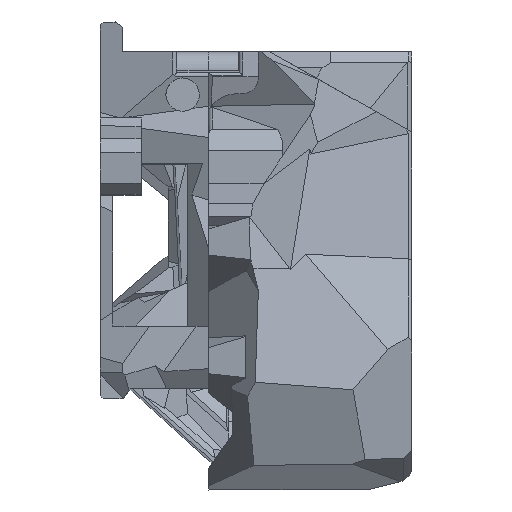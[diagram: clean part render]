
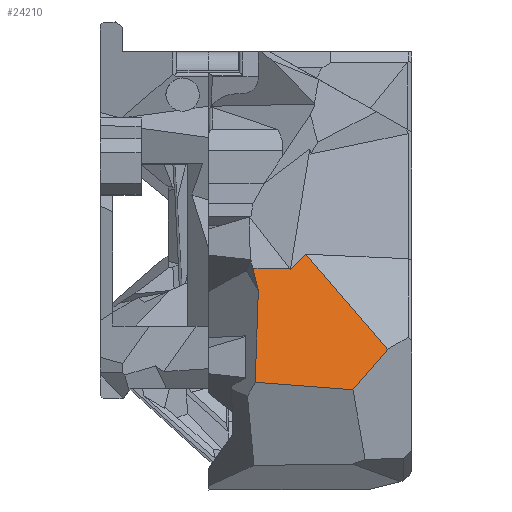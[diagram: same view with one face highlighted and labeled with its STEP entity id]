
A CAD part, left-side view. The second image highlights one B-rep face of the part: STEP entity #24210.
In plain terms, the highlighted planar face has unit normal (-0.966, 0, 0.261).
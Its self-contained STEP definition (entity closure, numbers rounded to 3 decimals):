
#2544=FACE_OUTER_BOUND('',#3820,.T.);
#3820=EDGE_LOOP('',(#18769,#18770,#18771,#18772,#18773,#18774,#18775,#18776));
#5390=LINE('',#65739,#7742);
#5392=LINE('',#65743,#7744);
#5394=LINE('',#65748,#7746);
#5399=LINE('',#65756,#7751);
#5410=LINE('',#65780,#7762);
#5411=LINE('',#65782,#7763);
#5412=LINE('',#65784,#7764);
#5413=LINE('',#65785,#7765);
#7742=VECTOR('',#28091,10.);
#7744=VECTOR('',#28095,10.);
#7746=VECTOR('',#28099,10.);
#7751=VECTOR('',#28106,10.);
#7762=VECTOR('',#28123,10.);
#7763=VECTOR('',#28124,10.);
#7764=VECTOR('',#28125,10.);
#7765=VECTOR('',#28126,10.);
#10474=VERTEX_POINT('',#65735);
#10475=VERTEX_POINT('',#65737);
#10476=VERTEX_POINT('',#65741);
#10477=VERTEX_POINT('',#65746);
#10478=VERTEX_POINT('',#65747);
#10490=VERTEX_POINT('',#65779);
#10491=VERTEX_POINT('',#65781);
#10492=VERTEX_POINT('',#65783);
#13487=EDGE_CURVE('',#10475,#10474,#5390,.T.);
#13489=EDGE_CURVE('',#10476,#10475,#5392,.T.);
#13491=EDGE_CURVE('',#10477,#10478,#5394,.T.);
#13496=EDGE_CURVE('',#10478,#10476,#5399,.T.);
#13507=EDGE_CURVE('',#10477,#10490,#5410,.T.);
#13508=EDGE_CURVE('',#10491,#10490,#5411,.T.);
#13509=EDGE_CURVE('',#10492,#10491,#5412,.T.);
#13510=EDGE_CURVE('',#10492,#10474,#5413,.F.);
#18769=ORIENTED_EDGE('',*,*,#13507,.T.);
#18770=ORIENTED_EDGE('',*,*,#13508,.F.);
#18771=ORIENTED_EDGE('',*,*,#13509,.F.);
#18772=ORIENTED_EDGE('',*,*,#13510,.T.);
#18773=ORIENTED_EDGE('',*,*,#13487,.F.);
#18774=ORIENTED_EDGE('',*,*,#13489,.F.);
#18775=ORIENTED_EDGE('',*,*,#13496,.F.);
#18776=ORIENTED_EDGE('',*,*,#13491,.F.);
#23138=PLANE('',#25423);
#24210=ADVANCED_FACE('',(#2544),#23138,.F.);
#25423=AXIS2_PLACEMENT_3D('',#65778,#28121,#28122);
#28091=DIRECTION('',(0.254,0.23,0.94));
#28095=DIRECTION('',(0.26,-0.033,0.965));
#28099=DIRECTION('',(-0.2,0.64,-0.742));
#28106=DIRECTION('',(0.02,0.997,0.075));
#28121=DIRECTION('center_axis',(0.965,0.,
-0.261));
#28122=DIRECTION('ref_axis',(-0.261,0.,-0.965));
#28123=DIRECTION('',(0.2,0.64,0.742));
#28124=DIRECTION('',(0.185,-0.705,0.685));
#28125=DIRECTION('',(-0.21,-0.59,-0.779));
#28126=DIRECTION('',(0.,-1.,0.));
#65735=CARTESIAN_POINT('',(-31.121,-5.979,32.254));
#65737=CARTESIAN_POINT('',(-31.929,-6.712,29.257));
#65739=CARTESIAN_POINT('',(-27.9,-3.061,44.189));
#65741=CARTESIAN_POINT('',(-35.265,-6.292,16.896));
#65743=CARTESIAN_POINT('',(-30.401,-6.905,34.919));
#65746=CARTESIAN_POINT('',(-34.062,-24.186,21.352));
#65747=CARTESIAN_POINT('',(-35.534,-19.483,15.897));
#65748=CARTESIAN_POINT('',(-34.793,-21.852,18.645));
#65756=CARTESIAN_POINT('',(-35.564,-20.969,15.785));
#65778=CARTESIAN_POINT('Origin',(-31.121,-27.5,32.254));
#65779=CARTESIAN_POINT('',(-30.604,-13.131,34.17));
#65780=CARTESIAN_POINT('',(-33.525,-22.468,23.344));
#65781=CARTESIAN_POINT('',(-31.151,-11.042,32.142));
#65782=CARTESIAN_POINT('',(-28.391,-21.577,42.369));
#65783=CARTESIAN_POINT('',(-31.121,-10.956,32.254));
#65784=CARTESIAN_POINT('',(-31.026,-10.692,32.604));
#65785=CARTESIAN_POINT('',(-31.121,-27.5,32.254));
